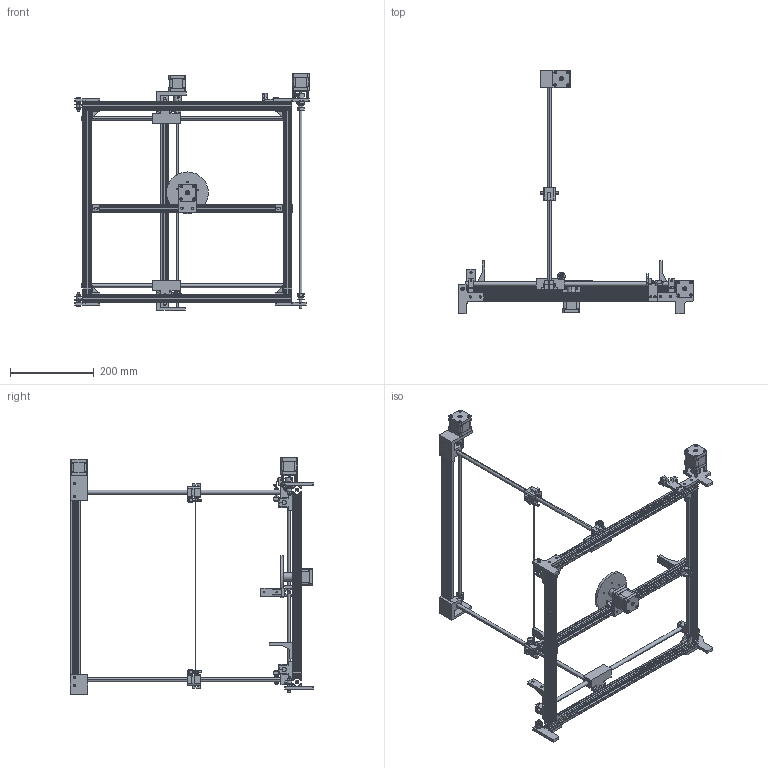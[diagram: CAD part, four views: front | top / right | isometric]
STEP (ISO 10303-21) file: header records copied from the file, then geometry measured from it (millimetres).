
FILE_DESCRIPTION (( 'STEP AP214' ), '1' );
FILE_NAME ('DIY Arduino CNC Foam Cutting Machine STEP file.STEP', '2020-01-26T20:29:52', ( 'Dejan' ), ( '' ), 'SwSTEP 2.0', 'SolidWorks 2017', '' );
FILE_SCHEMA (( 'AUTOMOTIVE_DESIGN' ));
Length unit declared in the file: millimetre
Products named in the file (34): T-Slot Profiles Corner; X-axis stepper mounting bracket; X-axis bracket 2; Sliding Block - X-axis; GT2 Idler Pulley; Sliding Block - X-axis 2; T-Slot Extrusion Profile 2; X-axis bracket 3; Shaft 6mm; DIY Arduino CNC Foam Cutting Machine STEP file; NEMA 17 Stepper 34mm_Varsayilan; T-Slot Extrusion Profile 3; hex nut style 1 gradeab_din_Hexagon Nut ISO 4032 - M4 - W - N; Mounting bracket - Y-axis stepper v2; T-Slot Extrusion Profile; Y-axis sliding block 1; Shaft clamp 10mm; Hot wire; Linear bearing Din 10mm; Spacer nut; Z-axis platform; Shaft Coupler - 5mm to 6mm; socket head thin cap screw_din_DIN 7984 - M4 x 25 --- 14N; Foam tightener; T-Slot Extrusion Profile 4; Micro switches holder; Y-axis bracket 2 v2; Z-axis motor mounting bracket; hex nut gradec_din_Hexagon Nut ISO 4034 - M5 - N; socket head thin cap screw_din_DIN 7984 - M5 x 30 --- 16N; Shaft 10x500mm; Micro switch; radial ball bearing_68_din_DIN 625 - 628_6 - 10,SI,NC,10_68; GT2 20 teeth Pulley
Assembly tree (87 placements, depth 2):
  DIY Arduino CNC Foam Cutting Machine STEP file
    T-Slot Extrusion Profile 2  x2
    T-Slot Extrusion Profile  x2
    T-Slot Profiles Corner  x6
    Shaft clamp 10mm  x4
    Shaft 10x500mm  x4
    Sliding Block - X-axis 2
    Linear bearing Din 10mm  x6
    T-Slot Extrusion Profile 3
    Sliding Block - X-axis
    Shaft Coupler - 5mm to 6mm  x2
    NEMA 17 Stepper 34mm_Varsayilan  x3
    Shaft 6mm  x2
    GT2 20 teeth Pulley  x4
    X-axis bracket 2  x2
    X-axis stepper mounting bracket
    X-axis bracket 3
    GT2 Idler Pulley  x4
    socket head thin cap screw_din_DIN 7984 - M5 x 30 --- 16N  x6
    hex nut gradec_din_Hexagon Nut ISO 4034 - M5 - N  x13
    socket head thin cap screw_din_DIN 7984 - M4 x 25 --- 14N
    radial ball bearing_68_din_DIN 625 - 628_6 - 10,SI,NC,10_68  x2
    hex nut style 1 gradeab_din_Hexagon Nut ISO 4032 - M4 - W - N
    Y-axis sliding block 1  x2
    Mounting bracket - Y-axis stepper v2
    Y-axis bracket 2 v2
    Micro switch  x2
    Micro switches holder
    Z-axis platform
    T-Slot Extrusion Profile 4
    Foam tightener  x3
    Z-axis motor mounting bracket
    Hot wire
    Spacer nut  x4
Bounding box: 562 x 582.63 x 566 mm (x, y, z)
Volume: 1391449.8 mm3; surface area: 843984.8 mm2
Topology: 117 solids, 117 shells, 3664 faces, 9340 edges, 6036 vertices
Faces by surface type: plane 1855, cylinder 1301, cone 324, torus 176, bspline 8
Entity records: 50365 total; most frequent: CARTESIAN_POINT 9638, DIRECTION 8036, ORIENTED_EDGE 7702, EDGE_CURVE 3851, AXIS2_PLACEMENT_3D 2716, VECTOR 2604, LINE 2604, VERTEX_POINT 2524
